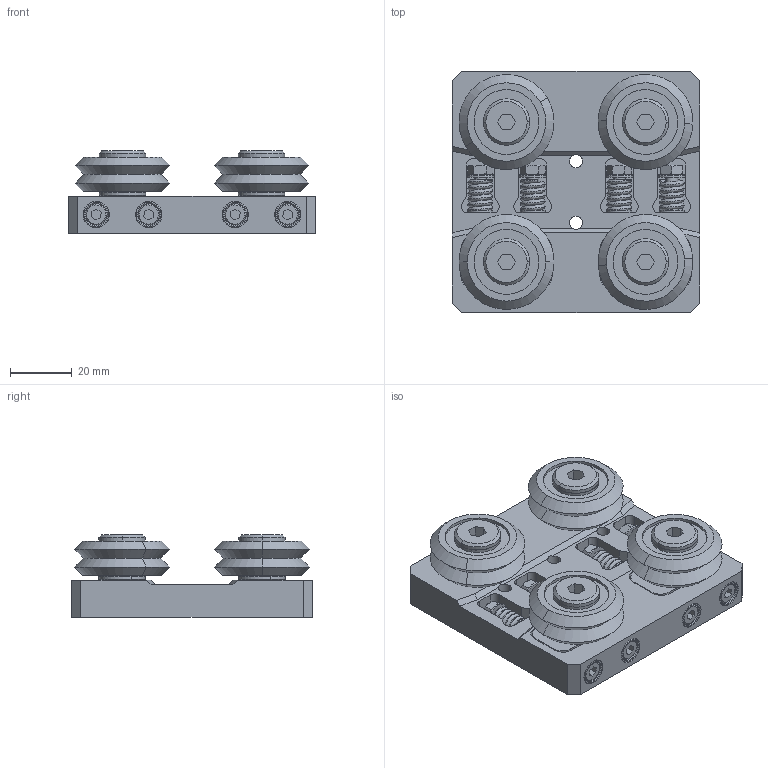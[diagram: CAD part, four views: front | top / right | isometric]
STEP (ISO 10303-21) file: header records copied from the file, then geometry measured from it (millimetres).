
FILE_DESCRIPTION (( 'STEP AP214' ), '1' );
FILE_NAME ('LWF-02-080.STEP', '2022-10-16T09:56:09', ( '' ), ( '' ), 'SwSTEP 2.0', 'SolidWorks 2020', '' );
FILE_SCHEMA (( 'AUTOMOTIVE_DESIGN' ));
Length unit declared in the file: millimetre
Products named in the file (1): LWF-02-080
Bounding box: 80 x 78 x 26.6 mm (x, y, z)
Volume: 90803 mm3; surface area: 56951.8 mm2
Topology: 39 solids, 43 shells, 748 faces, 1690 edges, 1056 vertices
Faces by surface type: cylinder 272, plane 272, cone 196, bspline 8
Entity records: 47650 total; most frequent: CARTESIAN_POINT 21683, DIRECTION 3816, ORIENTED_EDGE 3380, EDGE_CURVE 1690, AXIS2_PLACEMENT_3D 1491, VERTEX_POINT 1056, EDGE_LOOP 876, LINE 834
